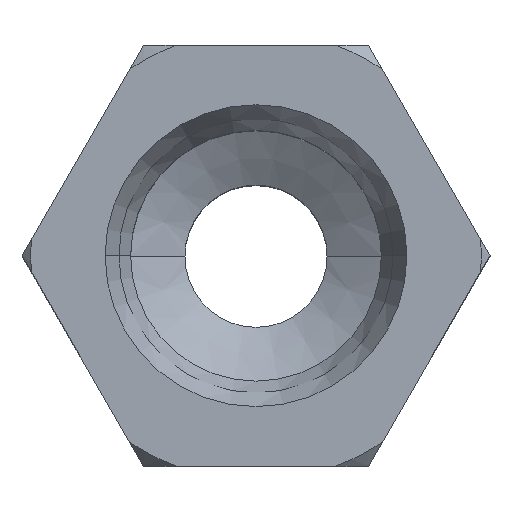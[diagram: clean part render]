
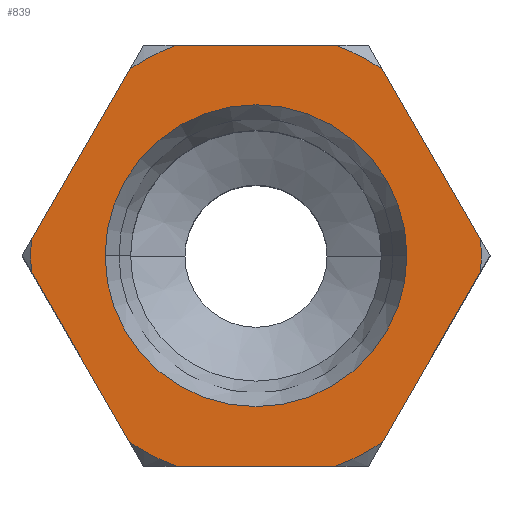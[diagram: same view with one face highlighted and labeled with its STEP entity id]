
A CAD part, top view. The second image highlights one B-rep face of the part: STEP entity #839.
In plain terms, the highlighted planar face has unit normal (0, 0, 1).
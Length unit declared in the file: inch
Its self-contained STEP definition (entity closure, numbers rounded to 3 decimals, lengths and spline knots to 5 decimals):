
#32=CARTESIAN_POINT('',(0.,0.,0.75));
#33=DIRECTION('',(0.,0.,-1.));
#34=DIRECTION('',(-0.354,-0.935,0.));
#35=AXIS2_PLACEMENT_3D('',#32,#33,#34);
#51=CARTESIAN_POINT('',(0.,0.,0.75));
#52=DIRECTION('',(0.,0.,-1.));
#53=DIRECTION('',(0.561,-0.828,0.));
#54=AXIS2_PLACEMENT_3D('',#51,#52,#53);
#70=CARTESIAN_POINT('',(0.,0.,0.75));
#71=DIRECTION('',(0.,0.,1.));
#72=DIRECTION('',(0.561,0.828,0.));
#73=AXIS2_PLACEMENT_3D('',#70,#71,#72);
#82=CARTESIAN_POINT('',(0.,0.,0.75));
#83=DIRECTION('',(0.,0.,1.));
#84=DIRECTION('',(-0.354,0.935,0.));
#85=AXIS2_PLACEMENT_3D('',#82,#83,#84);
#108=CARTESIAN_POINT('',(0.,0.,0.75));
#109=DIRECTION('',(0.,0.,1.));
#110=DIRECTION('',(0.997,-0.072,0.));
#111=AXIS2_PLACEMENT_3D('',#108,#109,#110);
#113=CARTESIAN_POINT('',(0.,0.,0.75));
#114=DIRECTION('',(0.,0.,1.));
#115=DIRECTION('',(-0.997,0.072,0.));
#116=AXIS2_PLACEMENT_3D('',#113,#114,#115);
#136=CARTESIAN_POINT('',(0.,0.,0.75));
#137=DIRECTION('',(0.,0.,-1.));
#138=DIRECTION('',(1.,0.,0.));
#139=AXIS2_PLACEMENT_3D('',#136,#137,#138);
#141=CARTESIAN_POINT('',(0.,0.,0.75));
#142=DIRECTION('',(0.,0.,1.));
#143=DIRECTION('',(1.,0.,0.));
#144=AXIS2_PLACEMENT_3D('',#141,#142,#143);
#146=DIRECTION('',(1.,0.,0.));
#147=VECTOR('',#146,0.32772);
#148=CARTESIAN_POINT('',(-0.16386,0.4325,0.75));
#149=LINE('',#148,#147);
#150=DIRECTION('',(-0.5,0.866,0.));
#151=VECTOR('',#150,0.40335);
#152=CARTESIAN_POINT('',(0.46129,0.03345,0.75));
#153=LINE('',#152,#151);
#154=DIRECTION('',(-0.5,-0.866,0.));
#155=VECTOR('',#154,0.40335);
#156=CARTESIAN_POINT('',(0.46129,-0.03345,0.75));
#157=LINE('',#156,#155);
#158=DIRECTION('',(-1.,0.,0.));
#159=VECTOR('',#158,0.32772);
#160=CARTESIAN_POINT('',(0.16386,-0.4325,0.75));
#161=LINE('',#160,#159);
#162=DIRECTION('',(0.5,-0.866,0.));
#163=VECTOR('',#162,0.40335);
#164=CARTESIAN_POINT('',(-0.46129,-0.03345,0.75));
#165=LINE('',#164,#163);
#166=DIRECTION('',(0.5,0.866,0.));
#167=VECTOR('',#166,0.40335);
#168=CARTESIAN_POINT('',(-0.46129,0.03345,0.75));
#169=LINE('',#168,#167);
#546=CARTESIAN_POINT('',(-0.16386,0.4325,0.75));
#547=CARTESIAN_POINT('',(0.16386,0.4325,0.75));
#548=VERTEX_POINT('',#546);
#549=VERTEX_POINT('',#547);
#550=CARTESIAN_POINT('',(0.46129,0.03345,0.75));
#551=CARTESIAN_POINT('',(0.25962,0.38276,0.75));
#552=VERTEX_POINT('',#550);
#553=VERTEX_POINT('',#551);
#554=CARTESIAN_POINT('',(0.46129,-0.03345,0.75));
#555=CARTESIAN_POINT('',(0.25962,-0.38276,0.75));
#556=VERTEX_POINT('',#554);
#557=VERTEX_POINT('',#555);
#558=CARTESIAN_POINT('',(0.16386,-0.4325,0.75));
#559=CARTESIAN_POINT('',(-0.16386,-0.4325,0.75));
#560=VERTEX_POINT('',#558);
#561=VERTEX_POINT('',#559);
#562=CARTESIAN_POINT('',(-0.46129,-0.03345,0.75));
#563=CARTESIAN_POINT('',(-0.25962,-0.38276,0.75));
#564=VERTEX_POINT('',#562);
#565=VERTEX_POINT('',#563);
#566=CARTESIAN_POINT('',(-0.46129,0.03345,0.75));
#567=CARTESIAN_POINT('',(-0.25962,0.38276,0.75));
#568=VERTEX_POINT('',#566);
#569=VERTEX_POINT('',#567);
#626=CARTESIAN_POINT('',(0.31,0.,0.75));
#627=VERTEX_POINT('',#626);
#628=CARTESIAN_POINT('',(-0.31,0.,0.75));
#629=VERTEX_POINT('',#628);
#809=CARTESIAN_POINT('',(0.,0.,0.75));
#810=DIRECTION('',(0.,0.,1.));
#811=DIRECTION('',(-1.,0.,0.));
#812=AXIS2_PLACEMENT_3D('',#809,#810,#811);
#813=PLANE('',#812);
#815=ORIENTED_EDGE('',*,*,#814,.T.);
#816=ORIENTED_EDGE('',*,*,#705,.F.);
#818=ORIENTED_EDGE('',*,*,#817,.F.);
#819=ORIENTED_EDGE('',*,*,#747,.F.);
#821=ORIENTED_EDGE('',*,*,#820,.T.);
#822=ORIENTED_EDGE('',*,*,#684,.T.);
#823=ORIENTED_EDGE('',*,*,#785,.T.);
#824=ORIENTED_EDGE('',*,*,#663,.T.);
#826=ORIENTED_EDGE('',*,*,#825,.F.);
#827=ORIENTED_EDGE('',*,*,#764,.F.);
#829=ORIENTED_EDGE('',*,*,#828,.T.);
#830=ORIENTED_EDGE('',*,*,#724,.F.);
#831=EDGE_LOOP('',(#815,#816,#818,#819,#821,#822,#823,#824,#826,#827,#829,
#830));
#832=FACE_OUTER_BOUND('',#831,.F.);
#834=ORIENTED_EDGE('',*,*,#833,.F.);
#836=ORIENTED_EDGE('',*,*,#835,.T.);
#837=EDGE_LOOP('',(#834,#836));
#838=FACE_BOUND('',#837,.F.);
#36=CIRCLE('',#35,0.4625);
#55=CIRCLE('',#54,0.4625);
#74=CIRCLE('',#73,0.4625);
#86=CIRCLE('',#85,0.4625);
#112=CIRCLE('',#111,0.4625);
#117=CIRCLE('',#116,0.4625);
#140=CIRCLE('',#139,0.31);
#145=CIRCLE('',#144,0.31);
#663=EDGE_CURVE('',#561,#565,#36,.T.);
#684=EDGE_CURVE('',#557,#560,#55,.T.);
#705=EDGE_CURVE('',#553,#549,#74,.T.);
#724=EDGE_CURVE('',#548,#569,#86,.T.);
#747=EDGE_CURVE('',#556,#552,#112,.T.);
#764=EDGE_CURVE('',#568,#564,#117,.T.);
#785=EDGE_CURVE('',#560,#561,#161,.T.);
#814=EDGE_CURVE('',#548,#549,#149,.T.);
#817=EDGE_CURVE('',#552,#553,#153,.T.);
#820=EDGE_CURVE('',#556,#557,#157,.T.);
#825=EDGE_CURVE('',#564,#565,#165,.T.);
#828=EDGE_CURVE('',#568,#569,#169,.T.);
#833=EDGE_CURVE('',#627,#629,#140,.T.);
#835=EDGE_CURVE('',#627,#629,#145,.T.);
#839=ADVANCED_FACE('',(#832,#838),#813,.T.);
